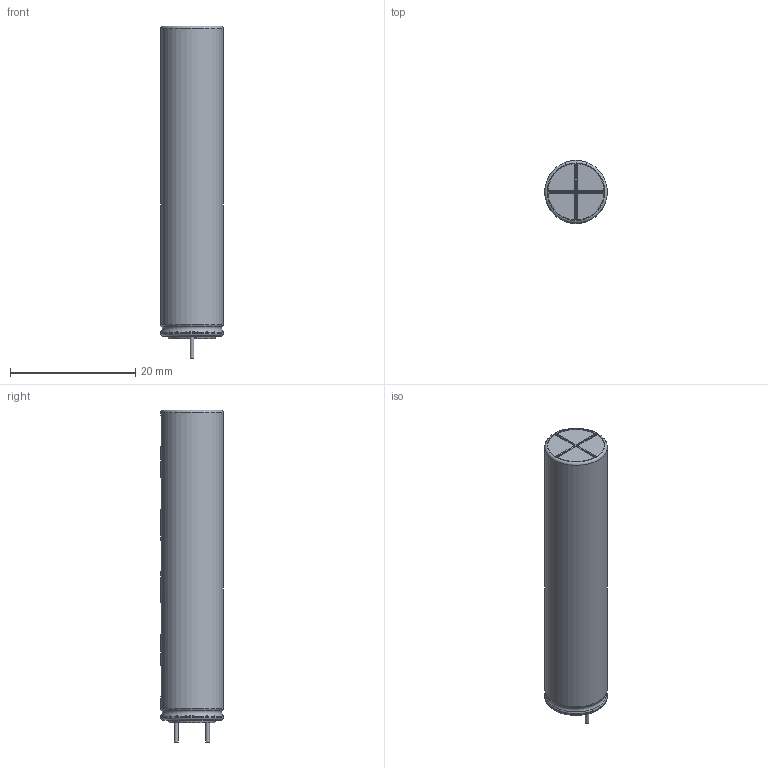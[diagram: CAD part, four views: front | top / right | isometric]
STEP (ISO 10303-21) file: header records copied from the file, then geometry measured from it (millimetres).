
FILE_DESCRIPTION(('STEP AP214'), '1');
FILE_NAME('capacitor_vertical_mount', '2020-03-30T18:54:48', ('Che'), (''), 'ASCON STEP Converter 1.3', 'ASCON Math Kernel', '');
FILE_SCHEMA(('AUTOMOTIVE_DESIGN { 1 0 10303 214 3 1 1}'));
Length unit declared in the file: millimetre
Bounding box: 10 x 10.01 x 53.01 mm (x, y, z)
Volume: 3891.6 mm3; surface area: 1738.2 mm2
Topology: 1 solids, 1 shells, 100 faces, 252 edges, 168 vertices
Faces by surface type: plane 68, cylinder 18, torus 10, cone 4
Full cylindrical faces by diameter (mm): 0.6 x2, 8 x1, 9 x1
Entity records: 3872 total; most frequent: DIRECTION 542, CARTESIAN_POINT 541, ORIENTED_EDGE 496, EDGE_CURVE 248, AXIS2_PLACEMENT_3D 197, VERTEX_POINT 168, LINE 148, VECTOR 148
